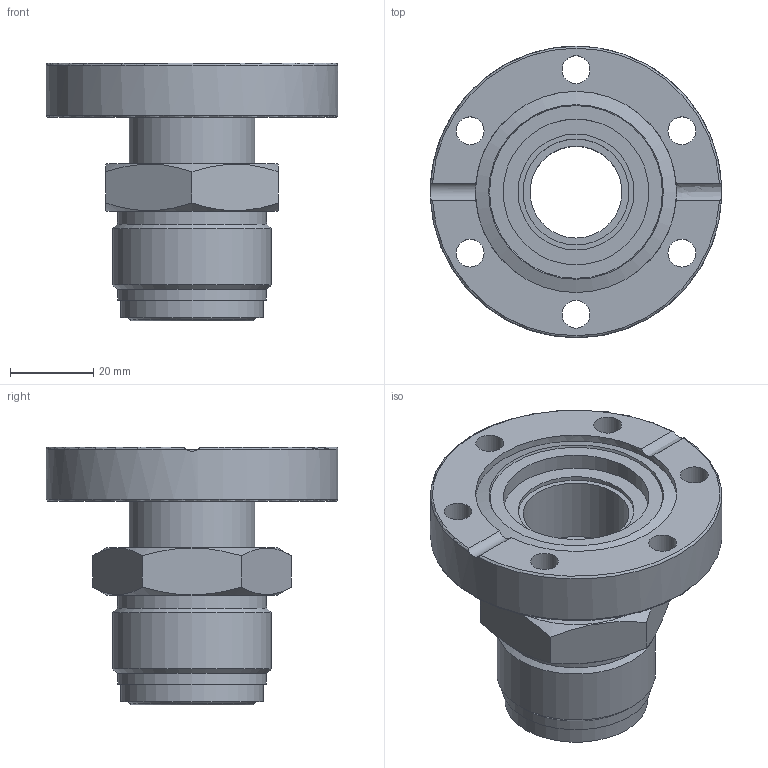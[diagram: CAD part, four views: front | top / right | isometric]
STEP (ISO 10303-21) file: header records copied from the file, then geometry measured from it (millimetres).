
FILE_DESCRIPTION((''),'2;1');
FILE_NAME('F35VCR25M-304.stp','2009-04-23T12:02:04',('hasers'),(''),'Autodesk Inventor 2008','Autodesk Inventor 2008','');
FILE_SCHEMA(('AUTOMOTIVE_DESIGN { 1 0 10303 214 1 1 1 1 }'));
Length unit declared in the file: millimetre
Products named in the file (4): F40VCR25M-304; CF-07 [Keywords [Summary]=1.4301][Company [Summary]=Vacom][Title [Summary]=F35]_1; VCR-1INCH-TU30MM; VCR-1INCH-M-DRUCKSCHRAUBE
Assembly tree (3 placements, depth 2):
  F40VCR25M-304
    CF-07 [Keywords [Summary]=1.4301][Company [Summary]=Vacom][Title [Summary]=F35]_1
    VCR-1INCH-TU30MM
    VCR-1INCH-M-DRUCKSCHRAUBE
Bounding box: 70 x 70 x 61.88 mm (x, y, z)
Volume: 69081 mm3; surface area: 30691 mm2
Topology: 3 solids, 3 shells, 53 faces, 125 edges, 84 vertices
Faces by surface type: plane 20, cylinder 14, cone 8, bspline 7, torus 4
Full cylindrical faces by diameter (mm): 22.05 x1, 25.4 x1, 27.8 x1, 30.2 x2, 30.5 x1, 34.2 x1, 35 x1, 35.75 x1, 35.8 x1, 38 x1, 48.3 x1, 70 x1
Entity records: 1774 total; most frequent: CARTESIAN_POINT 611, DIRECTION 218, ORIENTED_EDGE 170, EDGE_LOOP 106, AXIS2_PLACEMENT_3D 104, EDGE_CURVE 85, VERTEX_POINT 73, FACE_OUTER_BOUND 53
